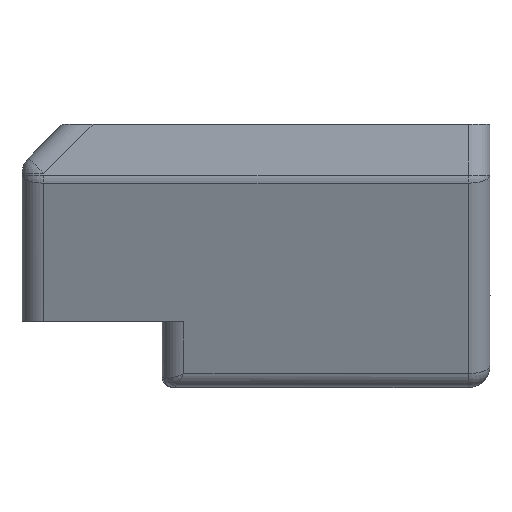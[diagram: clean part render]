
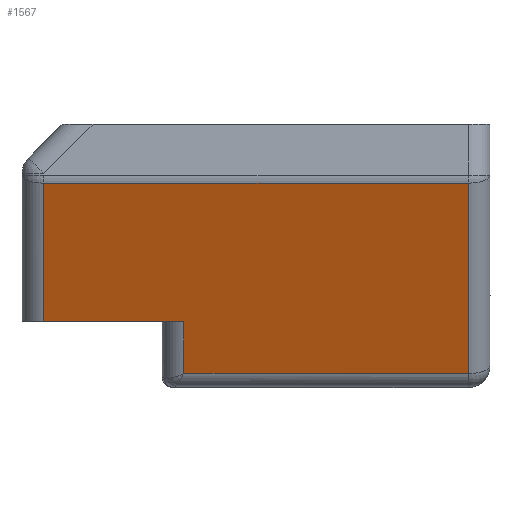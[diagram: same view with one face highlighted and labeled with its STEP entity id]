
A CAD part, left-side view. The second image highlights one B-rep face of the part: STEP entity #1567.
In plain terms, the highlighted planar face has unit normal (-0.933, 0, -0.361).
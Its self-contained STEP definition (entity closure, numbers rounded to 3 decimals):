
#112=PLANE('',#1739);
#132=LINE('',#2238,#218);
#137=LINE('',#2313,#223);
#142=LINE('',#2352,#228);
#158=LINE('',#2409,#244);
#165=LINE('',#2422,#251);
#195=LINE('',#2729,#281);
#218=VECTOR('',#1795,10.);
#223=VECTOR('',#1828,10.);
#228=VECTOR('',#1873,10.);
#244=VECTOR('',#1937,10.);
#251=VECTOR('',#1952,10.);
#281=VECTOR('',#2078,10.);
#391=FACE_OUTER_BOUND('',#491,.T.);
#491=EDGE_LOOP('',(#1263,#1264,#1265,#1266,#1267,#1268));
#625=VERTEX_POINT('',#2233);
#626=VERTEX_POINT('',#2237);
#635=VERTEX_POINT('',#2305);
#645=VERTEX_POINT('',#2334);
#649=VERTEX_POINT('',#2345);
#668=VERTEX_POINT('',#2407);
#777=EDGE_CURVE('',#625,#626,#132,.T.);
#793=EDGE_CURVE('',#635,#625,#137,.T.);
#811=EDGE_CURVE('',#649,#645,#142,.T.);
#840=EDGE_CURVE('',#668,#649,#158,.T.);
#848=EDGE_CURVE('',#645,#635,#165,.T.);
#924=EDGE_CURVE('',#668,#626,#195,.T.);
#1263=ORIENTED_EDGE('',*,*,#840,.F.);
#1264=ORIENTED_EDGE('',*,*,#924,.T.);
#1265=ORIENTED_EDGE('',*,*,#777,.F.);
#1266=ORIENTED_EDGE('',*,*,#793,.F.);
#1267=ORIENTED_EDGE('',*,*,#848,.F.);
#1268=ORIENTED_EDGE('',*,*,#811,.F.);
#1567=ADVANCED_FACE('',(#391),#112,.T.);
#1739=AXIS2_PLACEMENT_3D('',#2728,#2076,#2077);
#1795=DIRECTION('',(-0.361,0.,0.933));
#1828=DIRECTION('',(0.,1.,0.));
#1873=DIRECTION('',(0.,-1.,0.));
#1937=DIRECTION('',(-0.361,0.,0.933));
#1952=DIRECTION('',(0.361,0.,-0.933));
#2076=DIRECTION('center_axis',(-0.933,0.,
-0.361));
#2077=DIRECTION('ref_axis',(0.361,0.,-0.933));
#2078=DIRECTION('',(0.,-1.,0.));
#2233=CARTESIAN_POINT('',(-73.174,-3.931,26.781));
#2237=CARTESIAN_POINT('',(-75.,-3.931,31.502));
#2238=CARTESIAN_POINT('',(-77.547,-3.931,38.087));
#2305=CARTESIAN_POINT('',(-73.174,-29.851,26.781));
#2313=CARTESIAN_POINT('',(-73.174,-1.851,26.781));
#2334=CARTESIAN_POINT('',(-79.893,-29.851,44.152));
#2345=CARTESIAN_POINT('',(-79.893,8.849,44.152));
#2352=CARTESIAN_POINT('',(-79.893,-1.851,44.152));
#2407=CARTESIAN_POINT('',(-75.,8.849,31.502));
#2409=CARTESIAN_POINT('',(-77.862,8.849,38.902));
#2422=CARTESIAN_POINT('',(-77.547,-29.851,38.087));
#2728=CARTESIAN_POINT('Origin',(-80.028,-1.851,44.5));
#2729=CARTESIAN_POINT('',(-75.,10.849,31.502));
